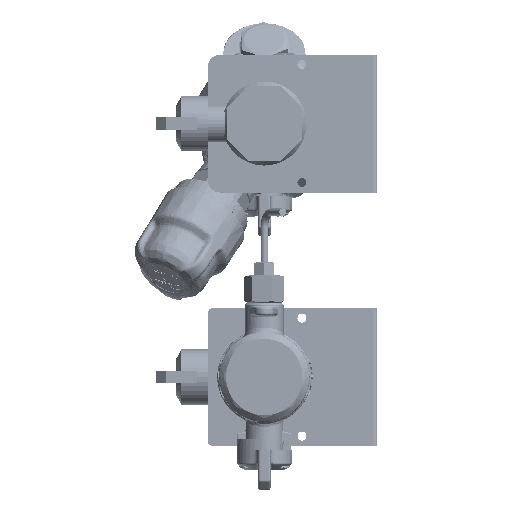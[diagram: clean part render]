
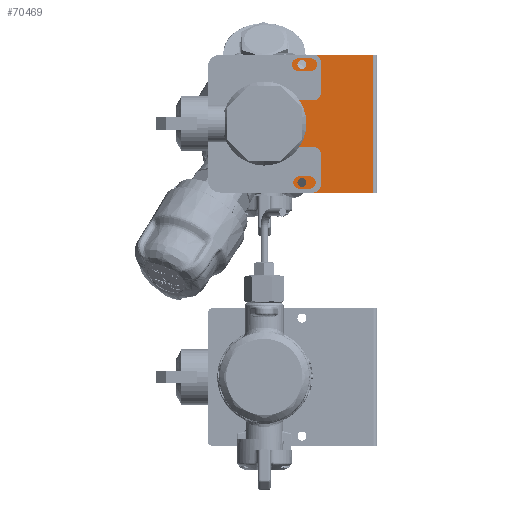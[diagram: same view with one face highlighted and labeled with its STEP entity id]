
A CAD part, left-side view. The second image highlights one B-rep face of the part: STEP entity #70469.
In plain terms, the highlighted planar face has unit normal (-1, 0, 0).
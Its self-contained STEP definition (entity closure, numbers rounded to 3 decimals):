
#6236 = CARTESIAN_POINT ( 'NONE',  ( -130.75, 27.2, -23.5 ) ) ;
#7145 = CIRCLE ( 'NONE', #117447, 9.25 ) ;
#7738 = CARTESIAN_POINT ( 'NONE',  ( -130.75, 41.5, -25. ) ) ;
#9629 = VERTEX_POINT ( 'NONE', #139050 ) ;
#10352 = DIRECTION ( 'NONE',  ( 0., 1., 0. ) ) ;
#11333 = EDGE_CURVE ( 'NONE', #9629, #74550, #64256, .T. ) ;
#14170 = EDGE_CURVE ( 'NONE', #76006, #32102, #142261, .T. ) ;
#15497 = DIRECTION ( 'NONE',  ( 0., 1., 0. ) ) ;
#16806 = VERTEX_POINT ( 'NONE', #194705 ) ;
#17139 = DIRECTION ( 'NONE',  ( 0., -1., 0. ) ) ;
#22266 = ORIENTED_EDGE ( 'NONE', *, *, #94812, .F. ) ;
#26008 = CIRCLE ( 'NONE', #125957, 1.8 ) ;
#26515 = VECTOR ( 'NONE', #167264, 1000. ) ;
#27236 = DIRECTION ( 'NONE',  ( 0., -1., 0. ) ) ;
#27584 = AXIS2_PLACEMENT_3D ( 'NONE', #147268, #96550, #162349 ) ;
#29141 = DIRECTION ( 'NONE',  ( 0., 1., 0. ) ) ;
#31210 = CARTESIAN_POINT ( 'NONE',  ( -130.75, 29., -23.5 ) ) ;
#31365 = VERTEX_POINT ( 'NONE', #213158 ) ;
#32102 = VERTEX_POINT ( 'NONE', #6236 ) ;
#32316 = ORIENTED_EDGE ( 'NONE', *, *, #131096, .F. ) ;
#32479 = LINE ( 'NONE', #98290, #26515 ) ;
#32947 = DIRECTION ( 'NONE',  ( 0., 0., 1. ) ) ;
#34868 = CARTESIAN_POINT ( 'NONE',  ( -130.75, 44., -11.481 ) ) ;
#35510 = EDGE_LOOP ( 'NONE', ( #22266, #189187 ) ) ;
#35804 = VERTEX_POINT ( 'NONE', #46959 ) ;
#36443 = DIRECTION ( 'NONE',  ( 0., -1., 0. ) ) ;
#42672 = EDGE_CURVE ( 'NONE', #9629, #171447, #117717, .T. ) ;
#46749 = ORIENTED_EDGE ( 'NONE', *, *, #140462, .F. ) ;
#46959 = CARTESIAN_POINT ( 'NONE',  ( -130.75, 44., 11.481 ) ) ;
#49235 = AXIS2_PLACEMENT_3D ( 'NONE', #31210, #49505, #17139 ) ;
#49505 = DIRECTION ( 'NONE',  ( -1., 0., 0. ) ) ;
#50803 = CIRCLE ( 'NONE', #81767, 9.25 ) ;
#52232 = AXIS2_PLACEMENT_3D ( 'NONE', #7738, #123203, #102752 ) ;
#53622 = VERTEX_POINT ( 'NONE', #157488 ) ;
#55074 = CIRCLE ( 'NONE', #27584, 2.5 ) ;
#55229 = DIRECTION ( 'NONE',  ( 0., 0., 1. ) ) ;
#58500 = CARTESIAN_POINT ( 'NONE',  ( -130.75, 29., -23.5 ) ) ;
#59594 = DIRECTION ( 'NONE',  ( 0., 1., 0. ) ) ;
#59953 = FACE_OUTER_BOUND ( 'NONE', #175689, .T. ) ;
#60652 = CARTESIAN_POINT ( 'NONE',  ( -130.75, 41.5, -27.5 ) ) ;
#61168 = VERTEX_POINT ( 'NONE', #139407 ) ;
#61900 = EDGE_LOOP ( 'NONE', ( #181838, #62800 ) ) ;
#61957 = CARTESIAN_POINT ( 'NONE',  ( -130.75, 0.737, -27.5 ) ) ;
#62800 = ORIENTED_EDGE ( 'NONE', *, *, #117010, .F. ) ;
#64256 = LINE ( 'NONE', #84731, #162276 ) ;
#66120 = DIRECTION ( 'NONE',  ( 0., 1., 0. ) ) ;
#70469 = ADVANCED_FACE ( 'NONE', ( #109565, #207712, #59953 ), #209866, .F. ) ;
#72536 = DIRECTION ( 'NONE',  ( -1., 0., 0. ) ) ;
#73589 = CARTESIAN_POINT ( 'NONE',  ( -130.75, 44., 0. ) ) ;
#74550 = VERTEX_POINT ( 'NONE', #34868 ) ;
#75804 = CARTESIAN_POINT ( 'NONE',  ( -130.75, 29., 23.5 ) ) ;
#76006 = VERTEX_POINT ( 'NONE', #136396 ) ;
#79501 = DIRECTION ( 'NONE',  ( -1., 0., 0. ) ) ;
#79696 = ORIENTED_EDGE ( 'NONE', *, *, #97753, .F. ) ;
#81767 = AXIS2_PLACEMENT_3D ( 'NONE', #163566, #79501, #182929 ) ;
#84731 = CARTESIAN_POINT ( 'NONE',  ( -130.75, 44., -27.5 ) ) ;
#85198 = AXIS2_PLACEMENT_3D ( 'NONE', #142434, #143504, #29141 ) ;
#88505 = VERTEX_POINT ( 'NONE', #95346 ) ;
#88513 = EDGE_CURVE ( 'NONE', #61168, #74550, #156632, .T. ) ;
#93034 = DIRECTION ( 'NONE',  ( -1., 0., 0. ) ) ;
#94812 = EDGE_CURVE ( 'NONE', #32102, #76006, #26008, .T. ) ;
#95346 = CARTESIAN_POINT ( 'NONE',  ( -130.75, 30.8, 23.5 ) ) ;
#96396 = CARTESIAN_POINT ( 'NONE',  ( -130.75, 41.5, -11.481 ) ) ;
#96550 = DIRECTION ( 'NONE',  ( -1., 0., 0. ) ) ;
#97153 = AXIS2_PLACEMENT_3D ( 'NONE', #108493, #206674, #10352 ) ;
#97753 = EDGE_CURVE ( 'NONE', #141742, #16806, #50803, .T. ) ;
#98290 = CARTESIAN_POINT ( 'NONE',  ( -130.75, 0., -27.5 ) ) ;
#98405 = AXIS2_PLACEMENT_3D ( 'NONE', #163275, #110477, #15497 ) ;
#102026 = DIRECTION ( 'NONE',  ( 0., -1., 0. ) ) ;
#102752 = DIRECTION ( 'NONE',  ( 0., 1., 0. ) ) ;
#104866 = AXIS2_PLACEMENT_3D ( 'NONE', #96396, #148165, #66120 ) ;
#105834 = LINE ( 'NONE', #171643, #210619 ) ;
#107961 = ORIENTED_EDGE ( 'NONE', *, *, #42672, .T. ) ;
#108493 = CARTESIAN_POINT ( 'NONE',  ( -130.75, 0., 0. ) ) ;
#109565 = FACE_BOUND ( 'NONE', #35510, .T. ) ;
#110477 = DIRECTION ( 'NONE',  ( -1., 0., 0. ) ) ;
#117010 = EDGE_CURVE ( 'NONE', #88505, #144647, #191417, .T. ) ;
#117447 = AXIS2_PLACEMENT_3D ( 'NONE', #73589, #72536, #27236 ) ;
#117717 = CIRCLE ( 'NONE', #52232, 2.5 ) ;
#121617 = EDGE_CURVE ( 'NONE', #35804, #16806, #192029, .T. ) ;
#123203 = DIRECTION ( 'NONE',  ( -1., 0., 0. ) ) ;
#124130 = ORIENTED_EDGE ( 'NONE', *, *, #189830, .F. ) ;
#125957 = AXIS2_PLACEMENT_3D ( 'NONE', #58500, #185094, #102026 ) ;
#130285 = CARTESIAN_POINT ( 'NONE',  ( -130.75, 27.2, 23.5 ) ) ;
#130431 = CARTESIAN_POINT ( 'NONE',  ( -130.75, 44., 27.5 ) ) ;
#131096 = EDGE_CURVE ( 'NONE', #61168, #141742, #7145, .T. ) ;
#133030 = CARTESIAN_POINT ( 'NONE',  ( -130.75, 44., -27.5 ) ) ;
#136396 = CARTESIAN_POINT ( 'NONE',  ( -130.75, 30.8, -23.5 ) ) ;
#138549 = AXIS2_PLACEMENT_3D ( 'NONE', #75804, #93034, #59594 ) ;
#139050 = CARTESIAN_POINT ( 'NONE',  ( -130.75, 44., -25. ) ) ;
#139407 = CARTESIAN_POINT ( 'NONE',  ( -130.75, 42.032, -9.038 ) ) ;
#140462 = EDGE_CURVE ( 'NONE', #154488, #171447, #32479, .T. ) ;
#141742 = VERTEX_POINT ( 'NONE', #151333 ) ;
#142261 = CIRCLE ( 'NONE', #49235, 1.8 ) ;
#142434 = CARTESIAN_POINT ( 'NONE',  ( -130.75, 41.5, 11.481 ) ) ;
#143504 = DIRECTION ( 'NONE',  ( -1., 0., 0. ) ) ;
#144647 = VERTEX_POINT ( 'NONE', #130285 ) ;
#145566 = EDGE_CURVE ( 'NONE', #166741, #31365, #55074, .T. ) ;
#147268 = CARTESIAN_POINT ( 'NONE',  ( -130.75, 41.5, 25. ) ) ;
#147688 = ORIENTED_EDGE ( 'NONE', *, *, #181051, .F. ) ;
#148165 = DIRECTION ( 'NONE',  ( -1., 0., 0. ) ) ;
#151333 = CARTESIAN_POINT ( 'NONE',  ( -130.75, 34.75, 0. ) ) ;
#152610 = EDGE_CURVE ( 'NONE', #144647, #88505, #210883, .T. ) ;
#154488 = VERTEX_POINT ( 'NONE', #61957 ) ;
#156632 = CIRCLE ( 'NONE', #104866, 2.5 ) ;
#157488 = CARTESIAN_POINT ( 'NONE',  ( -130.75, 0.737, 27.5 ) ) ;
#157882 = ORIENTED_EDGE ( 'NONE', *, *, #145566, .T. ) ;
#162276 = VECTOR ( 'NONE', #32947, 1000. ) ;
#162349 = DIRECTION ( 'NONE',  ( 0., 1., 0. ) ) ;
#163275 = CARTESIAN_POINT ( 'NONE',  ( -130.75, 29., 23.5 ) ) ;
#163566 = CARTESIAN_POINT ( 'NONE',  ( -130.75, 44., 0. ) ) ;
#166741 = VERTEX_POINT ( 'NONE', #194116 ) ;
#167264 = DIRECTION ( 'NONE',  ( 0., 1., 0. ) ) ;
#169512 = DIRECTION ( 'NONE',  ( 0., 0., -1. ) ) ;
#171447 = VERTEX_POINT ( 'NONE', #60652 ) ;
#171643 = CARTESIAN_POINT ( 'NONE',  ( -130.75, 0.737, -27.5 ) ) ;
#175689 = EDGE_LOOP ( 'NONE', ( #32316, #191123, #178102, #107961, #46749, #124130, #202817, #157882, #147688, #186395, #79696 ) ) ;
#178102 = ORIENTED_EDGE ( 'NONE', *, *, #11333, .F. ) ;
#178371 = VECTOR ( 'NONE', #55229, 1000. ) ;
#181051 = EDGE_CURVE ( 'NONE', #35804, #31365, #185801, .T. ) ;
#181838 = ORIENTED_EDGE ( 'NONE', *, *, #152610, .F. ) ;
#182929 = DIRECTION ( 'NONE',  ( 0., -1., 0. ) ) ;
#184219 = LINE ( 'NONE', #130431, #207544 ) ;
#185094 = DIRECTION ( 'NONE',  ( -1., 0., 0. ) ) ;
#185801 = LINE ( 'NONE', #133030, #178371 ) ;
#186395 = ORIENTED_EDGE ( 'NONE', *, *, #121617, .T. ) ;
#189187 = ORIENTED_EDGE ( 'NONE', *, *, #14170, .F. ) ;
#189830 = EDGE_CURVE ( 'NONE', #53622, #154488, #105834, .T. ) ;
#191123 = ORIENTED_EDGE ( 'NONE', *, *, #88513, .T. ) ;
#191417 = CIRCLE ( 'NONE', #98405, 1.8 ) ;
#192029 = CIRCLE ( 'NONE', #85198, 2.5 ) ;
#194116 = CARTESIAN_POINT ( 'NONE',  ( -130.75, 41.5, 27.5 ) ) ;
#194705 = CARTESIAN_POINT ( 'NONE',  ( -130.75, 42.032, 9.038 ) ) ;
#202328 = EDGE_CURVE ( 'NONE', #166741, #53622, #184219, .T. ) ;
#202817 = ORIENTED_EDGE ( 'NONE', *, *, #202328, .F. ) ;
#206674 = DIRECTION ( 'NONE',  ( 1., 0., 0. ) ) ;
#207544 = VECTOR ( 'NONE', #36443, 1000. ) ;
#207712 = FACE_BOUND ( 'NONE', #61900, .T. ) ;
#209866 = PLANE ( 'NONE',  #97153 ) ;
#210619 = VECTOR ( 'NONE', #169512, 1000. ) ;
#210883 = CIRCLE ( 'NONE', #138549, 1.8 ) ;
#213158 = CARTESIAN_POINT ( 'NONE',  ( -130.75, 44., 25. ) ) ;
